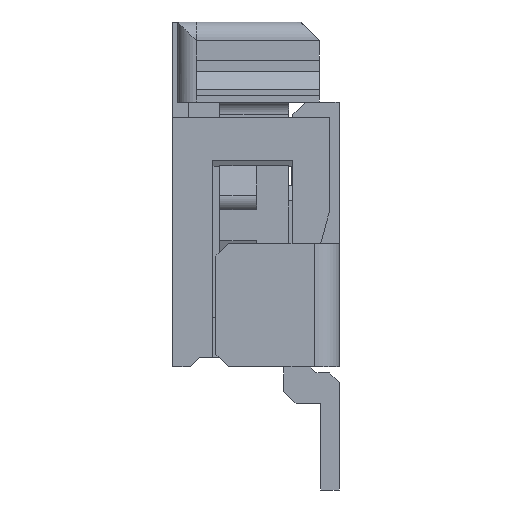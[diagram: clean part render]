
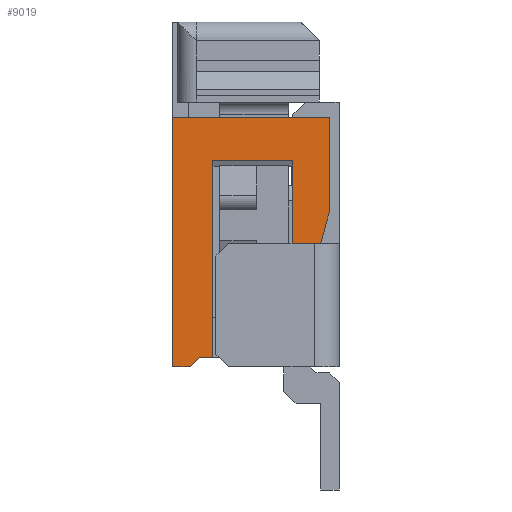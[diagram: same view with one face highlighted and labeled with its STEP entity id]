
A CAD part, left-side view. The second image highlights one B-rep face of the part: STEP entity #9019.
In plain terms, the highlighted planar face has unit normal (-1, 0, 0).
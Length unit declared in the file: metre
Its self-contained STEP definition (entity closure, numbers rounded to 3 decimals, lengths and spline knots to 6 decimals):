
#2878=ORIENTED_EDGE('',*,*,#4129,.T.);
#2879=ORIENTED_EDGE('',*,*,#3960,.F.);
#2880=ORIENTED_EDGE('',*,*,#3883,.F.);
#2881=ORIENTED_EDGE('',*,*,#4145,.F.);
#2882=ORIENTED_EDGE('',*,*,#3460,.T.);
#2883=ORIENTED_EDGE('',*,*,#3983,.T.);
#2884=ORIENTED_EDGE('',*,*,#3980,.F.);
#2885=ORIENTED_EDGE('',*,*,#3976,.T.);
#2886=ORIENTED_EDGE('',*,*,#4009,.F.);
#2887=ORIENTED_EDGE('',*,*,#3444,.F.);
#2888=ORIENTED_EDGE('',*,*,#3435,.T.);
#2889=ORIENTED_EDGE('',*,*,#4152,.F.);
#3435=EDGE_CURVE('',#4549,#4548,#5489,.T.);
#3444=EDGE_CURVE('',#4549,#4553,#5498,.T.);
#3460=EDGE_CURVE('',#4558,#4559,#5514,.T.);
#3883=EDGE_CURVE('',#4852,#4853,#5902,.T.);
#3960=EDGE_CURVE('',#4853,#4892,#5975,.T.);
#3976=EDGE_CURVE('',#4899,#4898,#5991,.T.);
#3980=EDGE_CURVE('',#4899,#4902,#5995,.T.);
#3983=EDGE_CURVE('',#4559,#4902,#5998,.T.);
#4009=EDGE_CURVE('',#4553,#4898,#6024,.T.);
#4129=EDGE_CURVE('',#4969,#4892,#6134,.T.);
#4145=EDGE_CURVE('',#4558,#4852,#6150,.T.);
#4152=EDGE_CURVE('',#4969,#4548,#6157,.T.);
#4548=VERTEX_POINT('',#14195);
#4549=VERTEX_POINT('',#14197);
#4553=VERTEX_POINT('',#14213);
#4558=VERTEX_POINT('',#14244);
#4559=VERTEX_POINT('',#14245);
#4852=VERTEX_POINT('',#15087);
#4853=VERTEX_POINT('',#15089);
#4892=VERTEX_POINT('',#15235);
#4898=VERTEX_POINT('',#15262);
#4899=VERTEX_POINT('',#15264);
#4902=VERTEX_POINT('',#15273);
#4969=VERTEX_POINT('',#15557);
#5489=LINE('',#14196,#6666);
#5498=LINE('',#14212,#6675);
#5514=LINE('',#14243,#6691);
#5902=LINE('',#15088,#7079);
#5975=LINE('',#15234,#7152);
#5991=LINE('',#15263,#7168);
#5995=LINE('',#15272,#7172);
#5998=LINE('',#15277,#7175);
#6024=LINE('',#15330,#7201);
#6134=LINE('',#15556,#7311);
#6150=LINE('',#15588,#7327);
#6157=LINE('',#15601,#7334);
#6666=VECTOR('',#11802,1.);
#6675=VECTOR('',#11817,1.);
#6691=VECTOR('',#11853,1.);
#7079=VECTOR('',#12565,1.);
#7152=VECTOR('',#12706,1.);
#7168=VECTOR('',#12734,1.);
#7172=VECTOR('',#12742,1.);
#7175=VECTOR('',#12747,1.);
#7201=VECTOR('',#12789,1.);
#7311=VECTOR('',#13037,1.);
#7327=VECTOR('',#13063,1.);
#7334=VECTOR('',#13080,1.);
#7775=EDGE_LOOP('',(#2878,#2879,#2880,#2881,#2882,#2883,#2884,#2885,#2886,
#2887,#2888,#2889));
#8216=FACE_BOUND('',#7775,.T.);
#8597=PLANE('',#10891);
#9019=ADVANCED_FACE('',(#8216),#8597,.F.);
#10891=AXIS2_PLACEMENT_3D('',#15602,#13081,#13082);
#11802=DIRECTION('',(0.,-0.707,0.707));
#11817=DIRECTION('',(0.,1.,0.));
#11853=DIRECTION('',(0.,0.,1.));
#12565=DIRECTION('',(0.,0.,1.));
#12706=DIRECTION('',(0.,1.,0.));
#12734=DIRECTION('',(0.,1.,0.));
#12742=DIRECTION('',(0.,0.,-1.));
#12747=DIRECTION('',(0.,-0.263,0.965));
#12789=DIRECTION('',(0.,0.,1.));
#13037=DIRECTION('',(0.,0.,1.));
#13063=DIRECTION('',(0.,1.,0.));
#13080=DIRECTION('',(0.,1.,0.));
#13081=DIRECTION('',(1.,0.,0.));
#13082=DIRECTION('',(0.,0.,-1.));
#14195=CARTESIAN_POINT('',(-0.00535,0.00092,-0.00265));
#14196=CARTESIAN_POINT('',(-0.00535,0.00107,-0.0028));
#14197=CARTESIAN_POINT('',(-0.00535,0.00107,-0.0028));
#14212=CARTESIAN_POINT('',(-0.00535,-0.00125,-0.0028));
#14213=CARTESIAN_POINT('',(-0.00535,0.00135,-0.0028));
#14243=CARTESIAN_POINT('',(-0.00535,-0.00105,0.));
#14244=CARTESIAN_POINT('',(-0.00535,-0.00105,-0.0028));
#14245=CARTESIAN_POINT('',(-0.00535,-0.00105,-0.0008));
#15087=CARTESIAN_POINT('',(-0.00535,-0.0006,-0.0028));
#15088=CARTESIAN_POINT('',(-0.00535,-0.0006,-0.0028));
#15089=CARTESIAN_POINT('',(-0.00535,-0.0006,0.00055));
#15234=CARTESIAN_POINT('',(-0.00535,-0.0006,0.00055));
#15235=CARTESIAN_POINT('',(-0.00535,0.0007,0.00055));
#15262=CARTESIAN_POINT('',(-0.00535,0.00135,0.00125));
#15263=CARTESIAN_POINT('',(-0.00535,-0.0012,0.00125));
#15264=CARTESIAN_POINT('',(-0.00535,-0.0012,0.00125));
#15272=CARTESIAN_POINT('',(-0.00535,-0.0012,0.));
#15273=CARTESIAN_POINT('',(-0.00535,-0.0012,-0.00025));
#15277=CARTESIAN_POINT('',(-0.00535,-0.00105,-0.0008));
#15330=CARTESIAN_POINT('',(-0.00535,0.00135,-0.0028));
#15556=CARTESIAN_POINT('',(-0.00535,0.0007,-0.00265));
#15557=CARTESIAN_POINT('',(-0.00535,0.0007,-0.00265));
#15588=CARTESIAN_POINT('',(-0.00535,-0.00105,-0.0028));
#15601=CARTESIAN_POINT('',(-0.00535,0.0007,-0.00265));
#15602=CARTESIAN_POINT('',(-0.00535,0.,0.));
